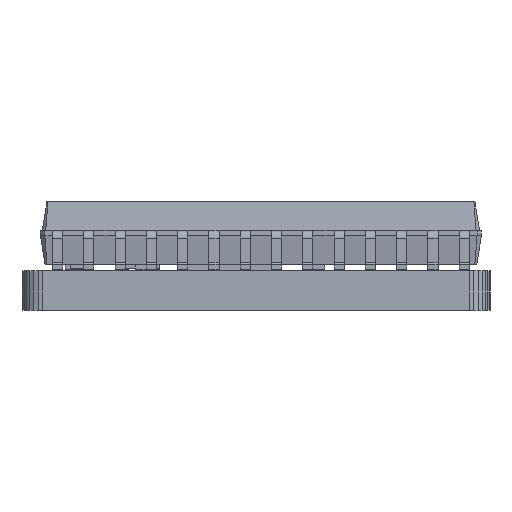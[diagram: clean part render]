
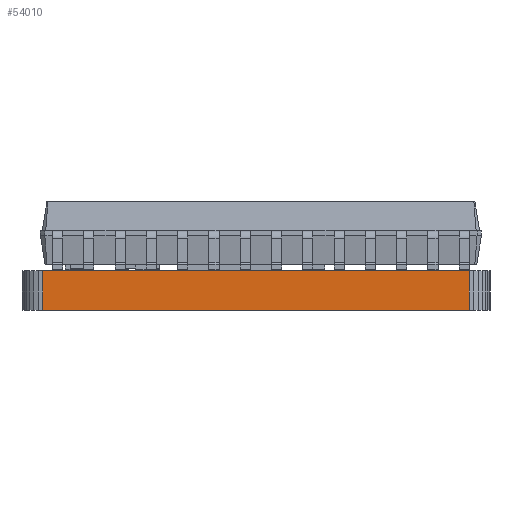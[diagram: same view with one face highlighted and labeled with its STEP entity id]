
A CAD part, left-side view. The second image highlights one B-rep face of the part: STEP entity #54010.
In plain terms, the highlighted planar face has unit normal (-1, 0, 0).
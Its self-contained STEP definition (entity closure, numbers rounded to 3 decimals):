
#52349 = PLANE('',#52350);
#52350 = AXIS2_PLACEMENT_3D('',#52351,#52352,#52353);
#52351 = CARTESIAN_POINT('',(128.95,-88.85,1.6));
#52352 = DIRECTION('',(-0.,-0.,-1.));
#52353 = DIRECTION('',(-1.,0.,0.));
#52403 = PLANE('',#52404);
#52404 = AXIS2_PLACEMENT_3D('',#52405,#52406,#52407);
#52405 = CARTESIAN_POINT('',(128.95,-88.85,0.));
#52406 = DIRECTION('',(-0.,-0.,-1.));
#52407 = DIRECTION('',(-1.,0.,0.));
#53902 = PLANE('',#53903);
#53903 = AXIS2_PLACEMENT_3D('',#53904,#53905,#53906);
#53904 = CARTESIAN_POINT('',(115.022,-97.688,0.));
#53905 = DIRECTION('',(-0.994,-0.112,0.));
#53906 = DIRECTION('',(-0.112,0.994,0.));
#53940 = VERTEX_POINT('',#53941);
#53941 = CARTESIAN_POINT('',(115.001,-97.499,1.6));
#53962 = EDGE_CURVE('',#53963,#53940,#53965,.T.);
#53963 = VERTEX_POINT('',#53964);
#53964 = CARTESIAN_POINT('',(115.001,-97.499,0.));
#53965 = SURFACE_CURVE('',#53966,(#53970,#53977),.PCURVE_S1.);
#53966 = LINE('',#53967,#53968);
#53967 = CARTESIAN_POINT('',(115.001,-97.499,0.));
#53968 = VECTOR('',#53969,1.);
#53969 = DIRECTION('',(0.,0.,1.));
#53970 = PCURVE('',#53902,#53971);
#53971 = DEFINITIONAL_REPRESENTATION('',(#53972),#53976);
#53972 = LINE('',#53973,#53974);
#53973 = CARTESIAN_POINT('',(0.19,0.));
#53974 = VECTOR('',#53975,1.);
#53975 = DIRECTION('',(0.,-1.));
#53976 = ( GEOMETRIC_REPRESENTATION_CONTEXT(2) 
PARAMETRIC_REPRESENTATION_CONTEXT() REPRESENTATION_CONTEXT('2D SPACE',''
  ) );
#53977 = PCURVE('',#53978,#53983);
#53978 = PLANE('',#53979);
#53979 = AXIS2_PLACEMENT_3D('',#53980,#53981,#53982);
#53980 = CARTESIAN_POINT('',(115.001,-97.499,0.));
#53981 = DIRECTION('',(-1.,0.,0.));
#53982 = DIRECTION('',(0.,1.,0.));
#53983 = DEFINITIONAL_REPRESENTATION('',(#53984),#53988);
#53984 = LINE('',#53985,#53986);
#53985 = CARTESIAN_POINT('',(0.,0.));
#53986 = VECTOR('',#53987,1.);
#53987 = DIRECTION('',(0.,-1.));
#53988 = ( GEOMETRIC_REPRESENTATION_CONTEXT(2) 
PARAMETRIC_REPRESENTATION_CONTEXT() REPRESENTATION_CONTEXT('2D SPACE',''
  ) );
#54010 = ADVANCED_FACE('',(#54011),#53978,.T.);
#54011 = FACE_BOUND('',#54012,.T.);
#54012 = EDGE_LOOP('',(#54013,#54014,#54037,#54065));
#54013 = ORIENTED_EDGE('',*,*,#53962,.T.);
#54014 = ORIENTED_EDGE('',*,*,#54015,.T.);
#54015 = EDGE_CURVE('',#53940,#54016,#54018,.T.);
#54016 = VERTEX_POINT('',#54017);
#54017 = CARTESIAN_POINT('',(115.001,-80.201,1.6));
#54018 = SURFACE_CURVE('',#54019,(#54023,#54030),.PCURVE_S1.);
#54019 = LINE('',#54020,#54021);
#54020 = CARTESIAN_POINT('',(115.001,-97.499,1.6));
#54021 = VECTOR('',#54022,1.);
#54022 = DIRECTION('',(0.,1.,0.));
#54023 = PCURVE('',#53978,#54024);
#54024 = DEFINITIONAL_REPRESENTATION('',(#54025),#54029);
#54025 = LINE('',#54026,#54027);
#54026 = CARTESIAN_POINT('',(0.,-1.6));
#54027 = VECTOR('',#54028,1.);
#54028 = DIRECTION('',(1.,0.));
#54029 = ( GEOMETRIC_REPRESENTATION_CONTEXT(2) 
PARAMETRIC_REPRESENTATION_CONTEXT() REPRESENTATION_CONTEXT('2D SPACE',''
  ) );
#54030 = PCURVE('',#52349,#54031);
#54031 = DEFINITIONAL_REPRESENTATION('',(#54032),#54036);
#54032 = LINE('',#54033,#54034);
#54033 = CARTESIAN_POINT('',(13.949,-8.649));
#54034 = VECTOR('',#54035,1.);
#54035 = DIRECTION('',(0.,1.));
#54036 = ( GEOMETRIC_REPRESENTATION_CONTEXT(2) 
PARAMETRIC_REPRESENTATION_CONTEXT() REPRESENTATION_CONTEXT('2D SPACE',''
  ) );
#54037 = ORIENTED_EDGE('',*,*,#54038,.F.);
#54038 = EDGE_CURVE('',#54039,#54016,#54041,.T.);
#54039 = VERTEX_POINT('',#54040);
#54040 = CARTESIAN_POINT('',(115.001,-80.201,0.));
#54041 = SURFACE_CURVE('',#54042,(#54046,#54053),.PCURVE_S1.);
#54042 = LINE('',#54043,#54044);
#54043 = CARTESIAN_POINT('',(115.001,-80.201,0.));
#54044 = VECTOR('',#54045,1.);
#54045 = DIRECTION('',(0.,0.,1.));
#54046 = PCURVE('',#53978,#54047);
#54047 = DEFINITIONAL_REPRESENTATION('',(#54048),#54052);
#54048 = LINE('',#54049,#54050);
#54049 = CARTESIAN_POINT('',(17.298,0.));
#54050 = VECTOR('',#54051,1.);
#54051 = DIRECTION('',(0.,-1.));
#54052 = ( GEOMETRIC_REPRESENTATION_CONTEXT(2) 
PARAMETRIC_REPRESENTATION_CONTEXT() REPRESENTATION_CONTEXT('2D SPACE',''
  ) );
#54053 = PCURVE('',#54054,#54059);
#54054 = PLANE('',#54055);
#54055 = AXIS2_PLACEMENT_3D('',#54056,#54057,#54058);
#54056 = CARTESIAN_POINT('',(115.001,-80.201,0.));
#54057 = DIRECTION('',(-0.994,0.112,0.));
#54058 = DIRECTION('',(0.112,0.994,0.));
#54059 = DEFINITIONAL_REPRESENTATION('',(#54060),#54064);
#54060 = LINE('',#54061,#54062);
#54061 = CARTESIAN_POINT('',(0.,0.));
#54062 = VECTOR('',#54063,1.);
#54063 = DIRECTION('',(0.,-1.));
#54064 = ( GEOMETRIC_REPRESENTATION_CONTEXT(2) 
PARAMETRIC_REPRESENTATION_CONTEXT() REPRESENTATION_CONTEXT('2D SPACE',''
  ) );
#54065 = ORIENTED_EDGE('',*,*,#54066,.F.);
#54066 = EDGE_CURVE('',#53963,#54039,#54067,.T.);
#54067 = SURFACE_CURVE('',#54068,(#54072,#54079),.PCURVE_S1.);
#54068 = LINE('',#54069,#54070);
#54069 = CARTESIAN_POINT('',(115.001,-97.499,0.));
#54070 = VECTOR('',#54071,1.);
#54071 = DIRECTION('',(0.,1.,0.));
#54072 = PCURVE('',#53978,#54073);
#54073 = DEFINITIONAL_REPRESENTATION('',(#54074),#54078);
#54074 = LINE('',#54075,#54076);
#54075 = CARTESIAN_POINT('',(0.,0.));
#54076 = VECTOR('',#54077,1.);
#54077 = DIRECTION('',(1.,0.));
#54078 = ( GEOMETRIC_REPRESENTATION_CONTEXT(2) 
PARAMETRIC_REPRESENTATION_CONTEXT() REPRESENTATION_CONTEXT('2D SPACE',''
  ) );
#54079 = PCURVE('',#52403,#54080);
#54080 = DEFINITIONAL_REPRESENTATION('',(#54081),#54085);
#54081 = LINE('',#54082,#54083);
#54082 = CARTESIAN_POINT('',(13.949,-8.649));
#54083 = VECTOR('',#54084,1.);
#54084 = DIRECTION('',(0.,1.));
#54085 = ( GEOMETRIC_REPRESENTATION_CONTEXT(2) 
PARAMETRIC_REPRESENTATION_CONTEXT() REPRESENTATION_CONTEXT('2D SPACE',''
  ) );
